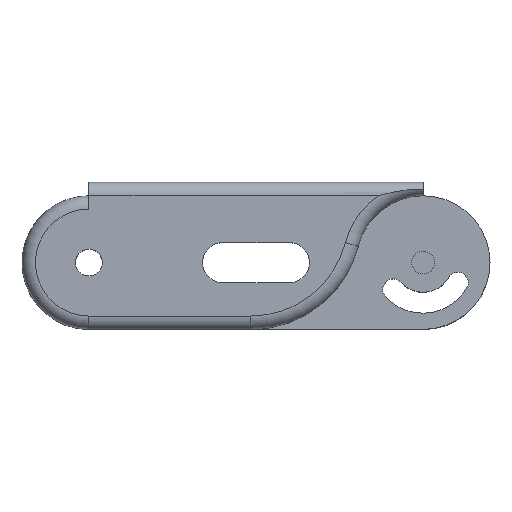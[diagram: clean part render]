
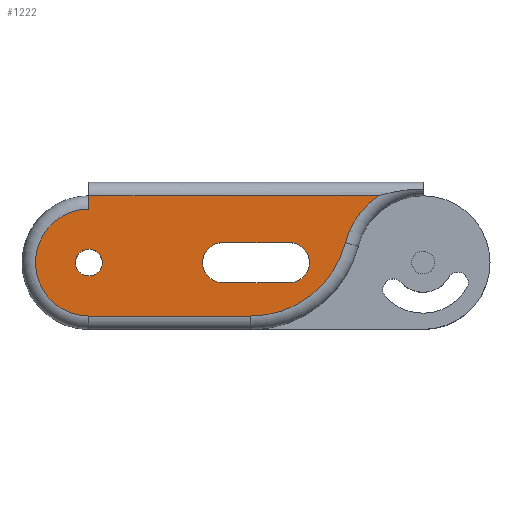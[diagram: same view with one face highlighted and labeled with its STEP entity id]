
A CAD part, top view. The second image highlights one B-rep face of the part: STEP entity #1222.
In plain terms, the highlighted planar face has unit normal (0, 0, 1).
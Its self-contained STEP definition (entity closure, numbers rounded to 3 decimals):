
#15=FACE_BOUND('',#152,.T.);
#16=FACE_BOUND('',#153,.T.);
#39=PLANE('',#1335);
#82=FACE_OUTER_BOUND('',#151,.T.);
#151=EDGE_LOOP('',(#887,#888,#889,#890,#891,#892));
#152=EDGE_LOOP('',(#893));
#153=EDGE_LOOP('',(#894,#895,#896,#897));
#238=CIRCLE('',#1323,6.);
#243=CIRCLE('',#1329,7.3);
#246=CIRCLE('',#1334,4.);
#247=CIRCLE('',#1336,1.);
#248=CIRCLE('',#1337,1.5);
#249=CIRCLE('',#1338,1.5);
#315=LINE('',#1903,#414);
#316=LINE('',#1907,#415);
#324=LINE('',#1970,#423);
#325=LINE('',#1979,#424);
#326=LINE('',#1983,#425);
#414=VECTOR('',#1479,10.);
#415=VECTOR('',#1484,10.);
#423=VECTOR('',#1554,10.);
#424=VECTOR('',#1565,10.);
#425=VECTOR('',#1568,10.);
#520=VERTEX_POINT('',#1900);
#521=VERTEX_POINT('',#1902);
#522=VERTEX_POINT('',#1906);
#533=VERTEX_POINT('',#1954);
#535=VERTEX_POINT('',#1960);
#537=VERTEX_POINT('',#1966);
#539=VERTEX_POINT('',#1975);
#540=VERTEX_POINT('',#1977);
#541=VERTEX_POINT('',#1978);
#542=VERTEX_POINT('',#1980);
#543=VERTEX_POINT('',#1982);
#639=EDGE_CURVE('',#520,#521,#315,.T.);
#641=EDGE_CURVE('',#521,#522,#316,.T.);
#662=EDGE_CURVE('',#522,#533,#238,.T.);
#667=EDGE_CURVE('',#533,#535,#243,.T.);
#670=EDGE_CURVE('',#535,#537,#324,.T.);
#672=EDGE_CURVE('',#537,#520,#246,.T.);
#673=EDGE_CURVE('',#539,#539,#247,.T.);
#674=EDGE_CURVE('',#540,#541,#325,.T.);
#675=EDGE_CURVE('',#542,#540,#248,.T.);
#676=EDGE_CURVE('',#543,#542,#326,.T.);
#677=EDGE_CURVE('',#541,#543,#249,.T.);
#887=ORIENTED_EDGE('',*,*,#641,.F.);
#888=ORIENTED_EDGE('',*,*,#639,.F.);
#889=ORIENTED_EDGE('',*,*,#672,.F.);
#890=ORIENTED_EDGE('',*,*,#670,.F.);
#891=ORIENTED_EDGE('',*,*,#667,.F.);
#892=ORIENTED_EDGE('',*,*,#662,.F.);
#893=ORIENTED_EDGE('',*,*,#673,.T.);
#894=ORIENTED_EDGE('',*,*,#674,.F.);
#895=ORIENTED_EDGE('',*,*,#675,.F.);
#896=ORIENTED_EDGE('',*,*,#676,.F.);
#897=ORIENTED_EDGE('',*,*,#677,.F.);
#1222=ADVANCED_FACE('',(#82,#15,#16),#39,.T.);
#1323=AXIS2_PLACEMENT_3D('',#1955,#1535,#1536);
#1329=AXIS2_PLACEMENT_3D('',#1964,#1547,#1548);
#1334=AXIS2_PLACEMENT_3D('',#1973,#1559,#1560);
#1335=AXIS2_PLACEMENT_3D('',#1974,#1561,#1562);
#1336=AXIS2_PLACEMENT_3D('',#1976,#1563,#1564);
#1337=AXIS2_PLACEMENT_3D('',#1981,#1566,#1567);
#1338=AXIS2_PLACEMENT_3D('',#1984,#1569,#1570);
#1479=DIRECTION('',(0.,1.,0.));
#1484=DIRECTION('',(1.,0.,0.));
#1535=DIRECTION('center_axis',(0.,0.,1.));
#1536=DIRECTION('ref_axis',(-0.613,0.79,0.));
#1547=DIRECTION('center_axis',(0.,0.,-1.));
#1548=DIRECTION('ref_axis',(0.613,-0.79,0.));
#1554=DIRECTION('',(-1.,0.,0.));
#1559=DIRECTION('center_axis',(0.,0.,-1.));
#1560=DIRECTION('ref_axis',(-1.,0.,0.));
#1561=DIRECTION('center_axis',(0.,0.,1.));
#1562=DIRECTION('ref_axis',(1.,0.,0.));
#1563=DIRECTION('center_axis',(0.,0.,-1.));
#1564=DIRECTION('ref_axis',(1.,0.,0.));
#1565=DIRECTION('',(1.,0.,0.));
#1566=DIRECTION('center_axis',(0.,0.,1.));
#1567=DIRECTION('ref_axis',(0.,1.,0.));
#1568=DIRECTION('',(-1.,0.,0.));
#1569=DIRECTION('center_axis',(0.,0.,1.));
#1570=DIRECTION('ref_axis',(0.,-1.,0.));
#1900=CARTESIAN_POINT('',(-12.5,4.,10.));
#1902=CARTESIAN_POINT('',(-12.5,5.,10.));
#1903=CARTESIAN_POINT('',(-12.5,5.,10.));
#1906=CARTESIAN_POINT('',(9.183,5.,10.));
#1907=CARTESIAN_POINT('',(6.25,5.,10.));
#1954=CARTESIAN_POINT('',(6.688,1.489,10.));
#1955=CARTESIAN_POINT('Origin',(12.5,0.,10.));
#1960=CARTESIAN_POINT('',(-0.384,-4.,10.));
#1964=CARTESIAN_POINT('Origin',(-0.384,3.3,10.));
#1966=CARTESIAN_POINT('',(-12.5,-4.,10.));
#1970=CARTESIAN_POINT('',(-6.25,-4.,10.));
#1973=CARTESIAN_POINT('Origin',(-12.5,0.,10.));
#1974=CARTESIAN_POINT('Origin',(0.,3.523,10.));
#1975=CARTESIAN_POINT('',(-13.5,0.,10.));
#1976=CARTESIAN_POINT('Origin',(-12.5,0.,
10.));
#1977=CARTESIAN_POINT('',(-2.5,-1.5,10.));
#1978=CARTESIAN_POINT('',(2.5,-1.5,10.));
#1979=CARTESIAN_POINT('',(-1.25,-1.5,10.));
#1980=CARTESIAN_POINT('',(-2.5,1.5,10.));
#1981=CARTESIAN_POINT('Origin',(-2.5,0.,10.));
#1982=CARTESIAN_POINT('',(2.5,1.5,10.));
#1983=CARTESIAN_POINT('',(1.25,1.5,10.));
#1984=CARTESIAN_POINT('Origin',(2.5,0.,10.));
